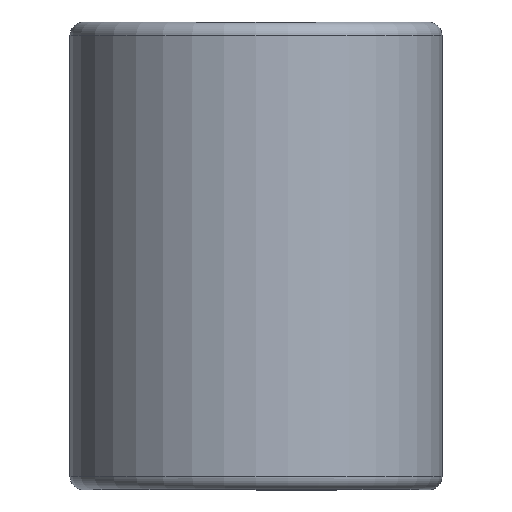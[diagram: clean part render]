
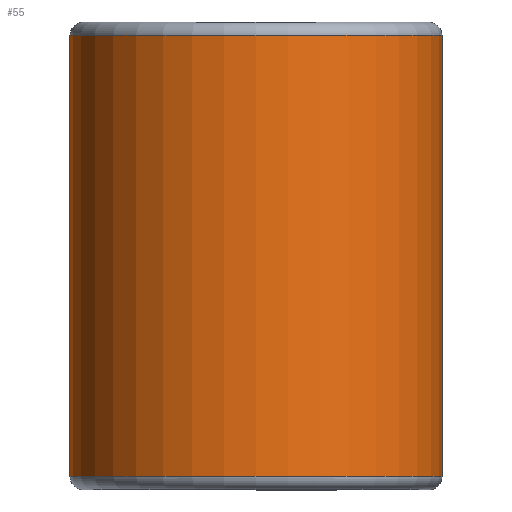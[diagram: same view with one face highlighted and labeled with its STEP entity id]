
A CAD part, top view. The second image highlights one B-rep face of the part: STEP entity #55.
In plain terms, the highlighted cylindrical face has radius 10.744 mm (diameter 21.488 mm), a partial arc.
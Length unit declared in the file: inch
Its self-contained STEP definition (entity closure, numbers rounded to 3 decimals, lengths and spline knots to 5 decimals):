
#55 = ADVANCED_FACE ( 'NONE', ( #2029 ), #1115, .T. ) ;
#221 = CARTESIAN_POINT ( 'NONE',  ( 0., 0.50125, 0. ) ) ;
#270 = CARTESIAN_POINT ( 'NONE',  ( 0.423, -0.50125, 0. ) ) ;
#320 = AXIS2_PLACEMENT_3D ( 'NONE', #731, #1324, #2366 ) ;
#379 = CIRCLE ( 'NONE', #1841, 0.423 ) ;
#387 = VERTEX_POINT ( 'NONE', #2308 ) ;
#398 = DIRECTION ( 'NONE',  ( 0., -1., 0. ) ) ;
#407 = DIRECTION ( 'NONE',  ( 0., 0., -1. ) ) ;
#428 = CARTESIAN_POINT ( 'NONE',  ( 0., -0.50125, -0.423 ) ) ;
#518 = ORIENTED_EDGE ( 'NONE', *, *, #1312, .F. ) ;
#616 = ORIENTED_EDGE ( 'NONE', *, *, #1371, .F. ) ;
#620 = ORIENTED_EDGE ( 'NONE', *, *, #2058, .T. ) ;
#731 = CARTESIAN_POINT ( 'NONE',  ( 0., 0.5, 0. ) ) ;
#923 = AXIS2_PLACEMENT_3D ( 'NONE', #221, #1546, #407 ) ;
#929 = VECTOR ( 'NONE', #1369, 39.37008 ) ;
#966 = LINE ( 'NONE', #1192, #929 ) ;
#1115 = CYLINDRICAL_SURFACE ( 'NONE', #320, 0.423 ) ;
#1192 = CARTESIAN_POINT ( 'NONE',  ( 0.423, 0.50125, 0. ) ) ;
#1312 = EDGE_CURVE ( 'NONE', #1774, #1602, #379, .T. ) ;
#1324 = DIRECTION ( 'NONE',  ( 0., -1., 0. ) ) ;
#1369 = DIRECTION ( 'NONE',  ( 0., 1., 0. ) ) ;
#1371 = EDGE_CURVE ( 'NONE', #1602, #387, #1974, .T. ) ;
#1426 = ORIENTED_EDGE ( 'NONE', *, *, #1571, .T. ) ;
#1534 = CARTESIAN_POINT ( 'NONE',  ( 0., -0.50125, 0. ) ) ;
#1546 = DIRECTION ( 'NONE',  ( 0., -1., 0. ) ) ;
#1561 = DIRECTION ( 'NONE',  ( 0., 1., 0. ) ) ;
#1571 = EDGE_CURVE ( 'NONE', #1774, #1973, #966, .T. ) ;
#1602 = VERTEX_POINT ( 'NONE', #428 ) ;
#1707 = EDGE_LOOP ( 'NONE', ( #1426, #620, #616, #518 ) ) ;
#1713 = DIRECTION ( 'NONE',  ( 0., 0., -1. ) ) ;
#1738 = CARTESIAN_POINT ( 'NONE',  ( 0., 0.50125, -0.423 ) ) ;
#1774 = VERTEX_POINT ( 'NONE', #270 ) ;
#1841 = AXIS2_PLACEMENT_3D ( 'NONE', #1534, #398, #1713 ) ;
#1973 = VERTEX_POINT ( 'NONE', #2238 ) ;
#1974 = LINE ( 'NONE', #1738, #2002 ) ;
#2002 = VECTOR ( 'NONE', #1561, 39.37008 ) ;
#2029 = FACE_OUTER_BOUND ( 'NONE', #1707, .T. ) ;
#2058 = EDGE_CURVE ( 'NONE', #1973, #387, #2359, .T. ) ;
#2238 = CARTESIAN_POINT ( 'NONE',  ( 0.423, 0.50125, 0. ) ) ;
#2308 = CARTESIAN_POINT ( 'NONE',  ( 0., 0.50125, -0.423 ) ) ;
#2359 = CIRCLE ( 'NONE', #923, 0.423 ) ;
#2366 = DIRECTION ( 'NONE',  ( 0., 0., -1. ) ) ;
